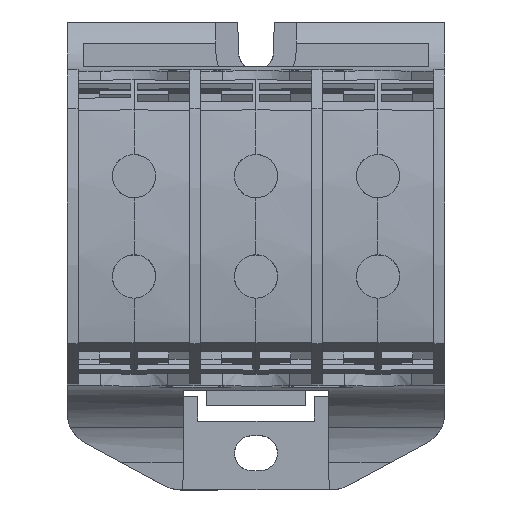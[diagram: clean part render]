
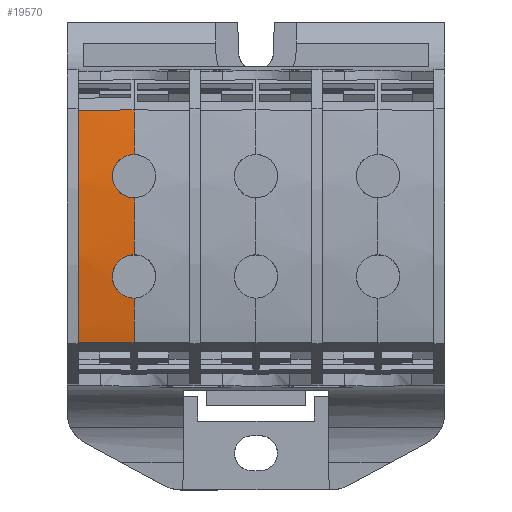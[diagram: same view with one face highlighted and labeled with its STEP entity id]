
A CAD part, top view. The second image highlights one B-rep face of the part: STEP entity #19570.
In plain terms, the highlighted conical face has half-angle 0.5 degrees and reference radius 99 mm.
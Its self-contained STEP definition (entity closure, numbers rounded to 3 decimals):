
#19524=AXIS2_PLACEMENT_3D('Cone Axis2P3D',#19521,#19522,#19523) ;
#19528=AXIS2_PLACEMENT_3D('Circle Axis2P3D',#19526,#19527,$) ;
#19535=AXIS2_PLACEMENT_3D('Circle Axis2P3D',#19533,#19534,$) ;
#19540=AXIS2_PLACEMENT_3D('Circle Axis2P3D',#19538,#19539,$) ;
#19553=AXIS2_PLACEMENT_3D('Circle Axis2P3D',#19551,#19552,$) ;
#15945=CARTESIAN_POINT('Vertex',(8.445,49.724,43.622)) ;
#15949=CARTESIAN_POINT('Control Point',(8.445,49.724,43.622)) ;
#15950=CARTESIAN_POINT('Control Point',(8.098,49.535,43.641)) ;
#15951=CARTESIAN_POINT('Control Point',(7.78,49.293,43.665)) ;
#15952=CARTESIAN_POINT('Control Point',(7.5,49.002,43.694)) ;
#15953=CARTESIAN_POINT('Control Point',(7.038,48.344,43.759)) ;
#15954=CARTESIAN_POINT('Control Point',(6.795,47.577,43.83)) ;
#15955=CARTESIAN_POINT('Control Point',(6.734,47.179,43.865)) ;
#15956=CARTESIAN_POINT('Control Point',(6.736,45.849,43.978)) ;
#15957=CARTESIAN_POINT('Control Point',(7.396,44.621,44.066)) ;
#15958=CARTESIAN_POINT('Control Point',(8.16,43.966,44.107)) ;
#15959=CARTESIAN_POINT('Control Point',(9.08,43.64,44.132)) ;
#15960=CARTESIAN_POINT('Control Point',(10.,43.64,44.14)) ;
#15961=CARTESIAN_POINT('Vertex',(10.,43.64,44.14)) ;
#16169=CARTESIAN_POINT('Vertex',(8.445,29.031,43.803)) ;
#16175=CARTESIAN_POINT('Control Point',(10.,28.634,43.777)) ;
#16176=CARTESIAN_POINT('Control Point',(9.459,28.634,43.773)) ;
#16177=CARTESIAN_POINT('Control Point',(8.919,28.772,43.782)) ;
#16178=CARTESIAN_POINT('Control Point',(8.445,29.031,43.803)) ;
#16179=CARTESIAN_POINT('Vertex',(10.,28.634,43.777)) ;
#16837=CARTESIAN_POINT('Vertex',(10.,21.944,42.875)) ;
#16841=CARTESIAN_POINT('Control Point',(10.,21.944,42.875)) ;
#16842=CARTESIAN_POINT('Control Point',(8.329,21.952,42.861)) ;
#16843=CARTESIAN_POINT('Control Point',(6.658,21.96,42.848)) ;
#16844=CARTESIAN_POINT('Control Point',(4.988,21.969,42.835)) ;
#16845=CARTESIAN_POINT('Control Point',(3.317,21.977,42.821)) ;
#16846=CARTESIAN_POINT('Control Point',(1.646,21.986,42.808)) ;
#16847=CARTESIAN_POINT('Vertex',(1.646,21.986,42.808)) ;
#16986=CARTESIAN_POINT('Vertex',(1.648,56.751,42.505)) ;
#16990=CARTESIAN_POINT('Control Point',(1.648,56.751,42.505)) ;
#16991=CARTESIAN_POINT('Control Point',(3.318,56.76,42.518)) ;
#16992=CARTESIAN_POINT('Control Point',(4.989,56.768,42.531)) ;
#16993=CARTESIAN_POINT('Control Point',(6.659,56.777,42.544)) ;
#16994=CARTESIAN_POINT('Control Point',(8.33,56.786,42.557)) ;
#16995=CARTESIAN_POINT('Control Point',(10.,56.794,42.571)) ;
#16996=CARTESIAN_POINT('Vertex',(10.,56.794,42.571)) ;
#19072=CARTESIAN_POINT('Control Point',(1.644,24.233,43.162)) ;
#19073=CARTESIAN_POINT('Control Point',(1.645,23.783,43.097)) ;
#19074=CARTESIAN_POINT('Control Point',(1.645,23.333,43.028)) ;
#19075=CARTESIAN_POINT('Control Point',(1.645,22.884,42.957)) ;
#19076=CARTESIAN_POINT('Control Point',(1.646,22.434,42.884)) ;
#19077=CARTESIAN_POINT('Control Point',(1.646,21.986,42.808)) ;
#19078=CARTESIAN_POINT('Vertex',(1.644,24.233,43.162)) ;
#19082=CARTESIAN_POINT('Control Point',(1.648,56.751,42.505)) ;
#19083=CARTESIAN_POINT('Control Point',(1.641,50.329,43.709)) ;
#19084=CARTESIAN_POINT('Control Point',(1.638,43.807,44.383)) ;
#19085=CARTESIAN_POINT('Control Point',(1.637,37.243,44.516)) ;
#19086=CARTESIAN_POINT('Control Point',(1.639,30.699,44.106)) ;
#19087=CARTESIAN_POINT('Control Point',(1.644,24.233,43.162)) ;
#19440=CARTESIAN_POINT('Vertex',(10.,35.123,44.214)) ;
#19444=CARTESIAN_POINT('Control Point',(8.445,29.031,43.803)) ;
#19445=CARTESIAN_POINT('Control Point',(8.098,29.221,43.818)) ;
#19446=CARTESIAN_POINT('Control Point',(7.78,29.463,43.838)) ;
#19447=CARTESIAN_POINT('Control Point',(7.5,29.754,43.862)) ;
#19448=CARTESIAN_POINT('Control Point',(7.038,30.414,43.915)) ;
#19449=CARTESIAN_POINT('Control Point',(6.795,31.181,43.973)) ;
#19450=CARTESIAN_POINT('Control Point',(6.734,31.58,44.001)) ;
#19451=CARTESIAN_POINT('Control Point',(6.736,32.912,44.091)) ;
#19452=CARTESIAN_POINT('Control Point',(7.396,34.141,44.158)) ;
#19453=CARTESIAN_POINT('Control Point',(8.16,34.797,44.187)) ;
#19454=CARTESIAN_POINT('Control Point',(9.08,35.123,44.206)) ;
#19455=CARTESIAN_POINT('Control Point',(10.,35.123,44.214)) ;
#19521=CARTESIAN_POINT('Axis2P3D Location',(10.,38.519,-54.728)) ;
#19526=CARTESIAN_POINT('Axis2P3D Location',(10.,38.519,-54.728)) ;
#19530=CARTESIAN_POINT('Vertex',(10.,24.223,43.235)) ;
#19533=CARTESIAN_POINT('Axis2P3D Location',(10.,38.519,-54.728)) ;
#19538=CARTESIAN_POINT('Axis2P3D Location',(10.,38.519,-54.728)) ;
#19544=CARTESIAN_POINT('Control Point',(10.,50.121,43.59)) ;
#19545=CARTESIAN_POINT('Control Point',(9.459,50.121,43.585)) ;
#19546=CARTESIAN_POINT('Control Point',(8.919,49.983,43.597)) ;
#19547=CARTESIAN_POINT('Control Point',(8.445,49.724,43.622)) ;
#19548=CARTESIAN_POINT('Vertex',(10.,50.121,43.59)) ;
#19551=CARTESIAN_POINT('Axis2P3D Location',(10.,38.519,-54.728)) ;
#19522=DIRECTION('Axis2P3D Direction',(1.,0.,0.)) ;
#19523=DIRECTION('Axis2P3D XDirection',(0.,-0.144,0.99)) ;
#19527=DIRECTION('Axis2P3D Direction',(1.,0.,0.)) ;
#19534=DIRECTION('Axis2P3D Direction',(1.,0.,0.)) ;
#19539=DIRECTION('Axis2P3D Direction',(1.,0.,0.)) ;
#19552=DIRECTION('Axis2P3D Direction',(1.,0.,0.)) ;
#19557=ORIENTED_EDGE('',*,*,#19080,.T.) ;
#19558=ORIENTED_EDGE('',*,*,#16849,.F.) ;
#19559=ORIENTED_EDGE('',*,*,#19532,.F.) ;
#19560=ORIENTED_EDGE('',*,*,#19537,.F.) ;
#19561=ORIENTED_EDGE('',*,*,#16181,.T.) ;
#19562=ORIENTED_EDGE('',*,*,#19456,.T.) ;
#19563=ORIENTED_EDGE('',*,*,#19542,.F.) ;
#19564=ORIENTED_EDGE('',*,*,#15963,.F.) ;
#19565=ORIENTED_EDGE('',*,*,#19550,.F.) ;
#19566=ORIENTED_EDGE('',*,*,#19555,.F.) ;
#19567=ORIENTED_EDGE('',*,*,#16998,.F.) ;
#19568=ORIENTED_EDGE('',*,*,#19088,.T.) ;
#19570=ADVANCED_FACE('Koerper.2',(#19569),#19525,.T.) ;
#15948=B_SPLINE_CURVE_WITH_KNOTS('',5,(#15949,#15950,#15951,#15952,#15953,#15954,#15955,#15956,#15957,#15958,#15959,#15960),.UNSPECIFIED.,.F.,.U.,(6,3,3,6),(0.,60.939,121.878,263.854),.UNSPECIFIED.) ;
#16174=B_SPLINE_CURVE_WITH_KNOTS('',3,(#16175,#16176,#16177,#16178),.UNSPECIFIED.,.F.,.U.,(4,4),(0.,50.027),.UNSPECIFIED.) ;
#16840=B_SPLINE_CURVE_WITH_KNOTS('',5,(#16841,#16842,#16843,#16844,#16845,#16846),.UNSPECIFIED.,.F.,.U.,(6,6),(0.,11.815),.UNSPECIFIED.) ;
#16989=B_SPLINE_CURVE_WITH_KNOTS('',5,(#16990,#16991,#16992,#16993,#16994,#16995),.UNSPECIFIED.,.F.,.U.,(6,6),(0.,11.812),.UNSPECIFIED.) ;
#19071=B_SPLINE_CURVE_WITH_KNOTS('',5,(#19072,#19073,#19074,#19075,#19076,#19077),.UNSPECIFIED.,.F.,.U.,(6,6),(46.266,49.488),.UNSPECIFIED.) ;
#19081=B_SPLINE_CURVE_WITH_KNOTS('',5,(#19082,#19083,#19084,#19085,#19086,#19087),.UNSPECIFIED.,.F.,.U.,(6,6),(0.,46.266),.UNSPECIFIED.) ;
#19443=B_SPLINE_CURVE_WITH_KNOTS('',5,(#19444,#19445,#19446,#19447,#19448,#19449,#19450,#19451,#19452,#19453,#19454,#19455),.UNSPECIFIED.,.F.,.U.,(6,3,3,6),(0.,60.939,121.878,263.854),.UNSPECIFIED.) ;
#19543=B_SPLINE_CURVE_WITH_KNOTS('',3,(#19544,#19545,#19546,#19547),.UNSPECIFIED.,.F.,.U.,(4,4),(0.,2.307),.UNSPECIFIED.) ;
#19529=CIRCLE('generated circle',#19528,99.) ;
#19536=CIRCLE('generated circle',#19535,99.) ;
#19541=CIRCLE('generated circle',#19540,99.) ;
#19554=CIRCLE('generated circle',#19553,99.) ;
#19525=CONICAL_SURFACE('Cone',#19524,99.,0.009) ;
#15963=EDGE_CURVE('',#15946,#15962,#15948,.T.) ;
#16181=EDGE_CURVE('',#16180,#16170,#16174,.T.) ;
#16849=EDGE_CURVE('',#16838,#16848,#16840,.T.) ;
#16998=EDGE_CURVE('',#16987,#16997,#16989,.T.) ;
#19080=EDGE_CURVE('',#19079,#16848,#19071,.T.) ;
#19088=EDGE_CURVE('',#16987,#19079,#19081,.T.) ;
#19456=EDGE_CURVE('',#16170,#19441,#19443,.T.) ;
#19532=EDGE_CURVE('',#19531,#16838,#19529,.T.) ;
#19537=EDGE_CURVE('',#16180,#19531,#19536,.T.) ;
#19542=EDGE_CURVE('',#15962,#19441,#19541,.T.) ;
#19550=EDGE_CURVE('',#19549,#15946,#19543,.T.) ;
#19555=EDGE_CURVE('',#16997,#19549,#19554,.T.) ;
#19556=EDGE_LOOP('',(#19557,#19558,#19559,#19560,#19561,#19562,#19563,#19564,#19565,#19566,#19567,#19568)) ;
#19569=FACE_OUTER_BOUND('',#19556,.T.) ;
#15946=VERTEX_POINT('',#15945) ;
#15962=VERTEX_POINT('',#15961) ;
#16170=VERTEX_POINT('',#16169) ;
#16180=VERTEX_POINT('',#16179) ;
#16838=VERTEX_POINT('',#16837) ;
#16848=VERTEX_POINT('',#16847) ;
#16987=VERTEX_POINT('',#16986) ;
#16997=VERTEX_POINT('',#16996) ;
#19079=VERTEX_POINT('',#19078) ;
#19441=VERTEX_POINT('',#19440) ;
#19531=VERTEX_POINT('',#19530) ;
#19549=VERTEX_POINT('',#19548) ;
